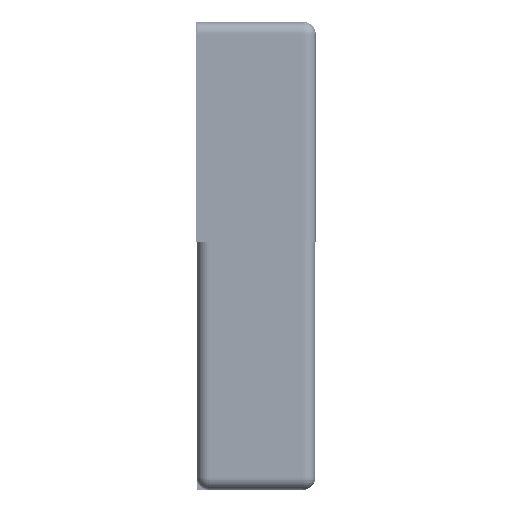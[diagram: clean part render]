
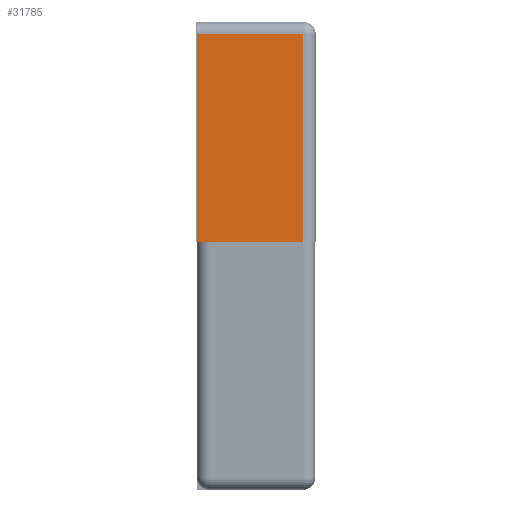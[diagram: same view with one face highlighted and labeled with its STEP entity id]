
A CAD part, left-side view. The second image highlights one B-rep face of the part: STEP entity #31785.
In plain terms, the highlighted planar face has unit normal (-1, 0, 0).
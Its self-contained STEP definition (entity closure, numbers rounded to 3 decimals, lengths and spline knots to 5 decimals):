
#11046=ORIENTED_EDGE('',*,*,#16190,.T.);
#11047=ORIENTED_EDGE('',*,*,#16191,.T.);
#11048=ORIENTED_EDGE('',*,*,#16186,.F.);
#11049=ORIENTED_EDGE('',*,*,#16159,.F.);
#16159=EDGE_CURVE('',#19392,#19393,#22182,.T.);
#16186=EDGE_CURVE('',#19393,#19416,#22205,.T.);
#16190=EDGE_CURVE('',#19392,#19419,#22208,.T.);
#16191=EDGE_CURVE('',#19419,#19416,#22209,.T.);
#19392=VERTEX_POINT('',#62077);
#19393=VERTEX_POINT('',#62079);
#19416=VERTEX_POINT('',#62134);
#19419=VERTEX_POINT('',#62142);
#22182=LINE('',#62078,#25006);
#22205=LINE('',#62133,#25029);
#22208=LINE('',#62141,#25032);
#22209=LINE('',#62143,#25033);
#25006=VECTOR('',#42666,1.);
#25029=VECTOR('',#42707,1.);
#25032=VECTOR('',#42714,1.);
#25033=VECTOR('',#42715,1.);
#27156=EDGE_LOOP('',(#11046,#11047,#11048,#11049));
#29201=FACE_BOUND('',#27156,.T.);
#30263=PLANE('',#34781);
#31785=ADVANCED_FACE('',(#29201),#30263,.T.);
#34781=AXIS2_PLACEMENT_3D('',#62140,#42712,#42713);
#42666=DIRECTION('',(0.,1.,0.));
#42707=DIRECTION('',(0.,0.,1.));
#42712=DIRECTION('',(-1.,0.,0.));
#42713=DIRECTION('',(0.,0.,1.));
#42714=DIRECTION('',(0.,0.,1.));
#42715=DIRECTION('',(0.,1.,0.));
#62077=CARTESIAN_POINT('',(0.,-0.095,0.));
#62078=CARTESIAN_POINT('',(0.,-0.106,0.));
#62079=CARTESIAN_POINT('',(0.,0.,0.));
#62133=CARTESIAN_POINT('',(0.,0.,0.0985));
#62134=CARTESIAN_POINT('',(0.,0.,0.186));
#62140=CARTESIAN_POINT('',(0.,-0.106,0.0985));
#62141=CARTESIAN_POINT('',(0.,-0.095,0.0985));
#62142=CARTESIAN_POINT('',(0.,-0.095,0.186));
#62143=CARTESIAN_POINT('',(0.,-0.106,0.186));
